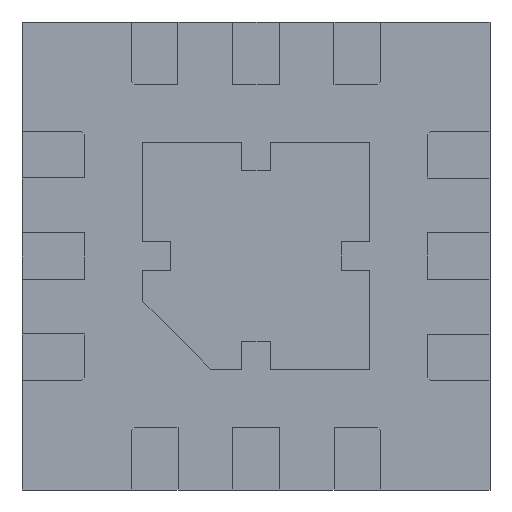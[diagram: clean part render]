
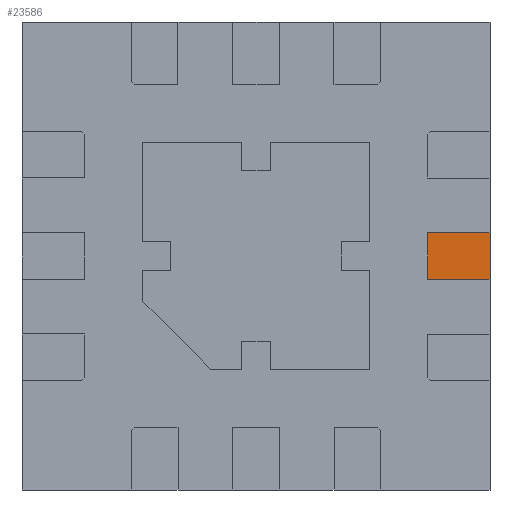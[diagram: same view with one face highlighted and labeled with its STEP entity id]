
A CAD part, front view. The second image highlights one B-rep face of the part: STEP entity #23586.
In plain terms, the highlighted planar face has unit normal (0, -1, 0).
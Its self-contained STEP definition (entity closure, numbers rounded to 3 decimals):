
#6330 = LINE ( 'NONE', #14578, #6336 ) ;
#6336 = VECTOR ( 'NONE', #14579, 1000. ) ;
#6833 = FACE_OUTER_BOUND ( 'NONE', #13132, .T. ) ;
#7562 = PLANE ( 'NONE',  #17532 ) ;
#7565 = CARTESIAN_POINT ( 'NONE',  ( -1.908, -0.001, 1.909 ) ) ;
#7573 = DIRECTION ( 'NONE',  ( 0., 1., 0. ) ) ;
#7574 = DIRECTION ( 'NONE',  ( 0., 0., 1. ) ) ;
#9281 = EDGE_CURVE ( 'NONE', #13313, #13318, #20062, .T. ) ;
#9338 = EDGE_CURVE ( 'NONE', #13317, #13315, #20170, .T. ) ;
#9397 = EDGE_CURVE ( 'NONE', #13315, #13313, #20276, .T. ) ;
#9710 = ORIENTED_EDGE ( 'NONE', *, *, #9281, .T. ) ;
#9711 = ORIENTED_EDGE ( 'NONE', *, *, #12507, .F. ) ;
#9712 = ORIENTED_EDGE ( 'NONE', *, *, #9338, .T. ) ;
#9713 = ORIENTED_EDGE ( 'NONE', *, *, #9397, .T. ) ;
#12507 = EDGE_CURVE ( 'NONE', #13317, #13318, #6330, .T. ) ;
#13132 = EDGE_LOOP ( 'NONE', ( #9710, #9711, #9712, #9713 ) ) ;
#13313 = VERTEX_POINT ( 'NONE', #18042 ) ;
#13315 = VERTEX_POINT ( 'NONE', #18044 ) ;
#13317 = VERTEX_POINT ( 'NONE', #18046 ) ;
#13318 = VERTEX_POINT ( 'NONE', #18047 ) ;
#14578 = CARTESIAN_POINT ( 'NONE',  ( 1.5, -0.001, -1.5 ) ) ;
#14579 = DIRECTION ( 'NONE',  ( 0., 0., -1. ) ) ;
#17532 = AXIS2_PLACEMENT_3D ( 'NONE', #7565, #7573, #7574 ) ;
#18042 = CARTESIAN_POINT ( 'NONE',  ( 1.1, -0.001, -0.15 ) ) ;
#18044 = CARTESIAN_POINT ( 'NONE',  ( 1.1, -0.001, 0.15 ) ) ;
#18046 = CARTESIAN_POINT ( 'NONE',  ( 1.5, -0.001, 0.15 ) ) ;
#18047 = CARTESIAN_POINT ( 'NONE',  ( 1.5, -0.001, -0.15 ) ) ;
#19735 = CARTESIAN_POINT ( 'NONE',  ( 1.908, -0.001, -0.15 ) ) ;
#19742 = DIRECTION ( 'NONE',  ( 1., 0., 0. ) ) ;
#19847 = CARTESIAN_POINT ( 'NONE',  ( 1.909, -0.001, 0.15 ) ) ;
#19856 = DIRECTION ( 'NONE',  ( -1., 0., 0. ) ) ;
#19948 = CARTESIAN_POINT ( 'NONE',  ( 1.1, -0.001, -0.15 ) ) ;
#19974 = DIRECTION ( 'NONE',  ( 0., 0., -1. ) ) ;
#20062 = LINE ( 'NONE', #19735, #20063 ) ;
#20063 = VECTOR ( 'NONE', #19742, 1000. ) ;
#20170 = LINE ( 'NONE', #19847, #20177 ) ;
#20177 = VECTOR ( 'NONE', #19856, 1000. ) ;
#20276 = LINE ( 'NONE', #19948, #20295 ) ;
#20295 = VECTOR ( 'NONE', #19974, 1000. ) ;
#23586 = ADVANCED_FACE ( 'NONE', ( #6833 ), #7562, .F. ) ;
